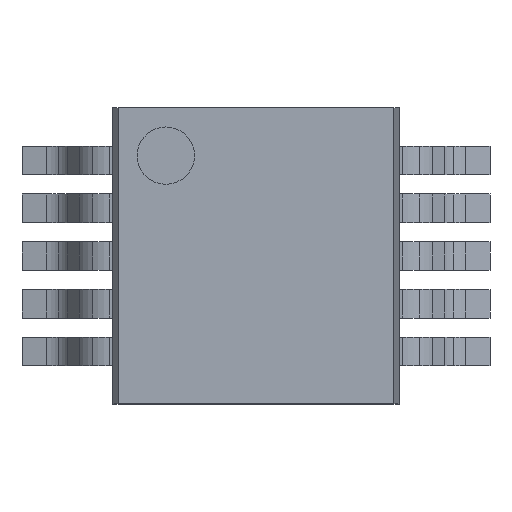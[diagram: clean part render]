
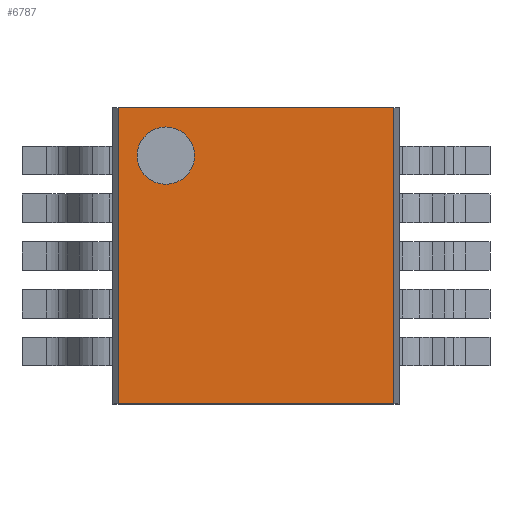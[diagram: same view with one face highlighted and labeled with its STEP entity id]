
A CAD part, top view. The second image highlights one B-rep face of the part: STEP entity #6787.
In plain terms, the highlighted planar face has unit normal (0, 0, 1).
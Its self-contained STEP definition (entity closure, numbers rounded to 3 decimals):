
#6551=CARTESIAN_POINT('',(-1.244,1.05,1.1));
#6552=VERTEX_POINT('',#6551);
#6568=CARTESIAN_POINT('',(-0.644,1.05,1.1));
#6569=VERTEX_POINT('',#6568);
#6576=CARTESIAN_POINT('',(-0.944,1.05,1.1));
#6577=DIRECTION('',(0.0,0.0,-1.0));
#6578=DIRECTION('',(-1.0,0.0,0.0));
#6579=AXIS2_PLACEMENT_3D('',#6576,#6577,#6578);
#6580=CIRCLE('',#6579,0.3);
#6581=EDGE_CURVE('',#6552,#6569,#6580,.T.);
#6592=CARTESIAN_POINT('',(-0.944,1.05,1.1));
#6593=DIRECTION('',(0.0,0.0,-1.0));
#6594=DIRECTION('',(-1.0,0.0,0.0));
#6595=AXIS2_PLACEMENT_3D('',#6592,#6593,#6594);
#6596=CIRCLE('',#6595,0.3);
#6597=EDGE_CURVE('',#6569,#6552,#6596,.T.);
#6727=CARTESIAN_POINT('',(1.444,1.55,1.1));
#6728=VERTEX_POINT('',#6727);
#6735=CARTESIAN_POINT('',(1.444,-1.55,1.1));
#6736=VERTEX_POINT('',#6735);
#6737=CARTESIAN_POINT('',(1.444,-1.55,1.1));
#6738=DIRECTION('',(0.0,1.0,0.0));
#6739=VECTOR('',#6738,3.1);
#6740=LINE('',#6737,#6739);
#6741=EDGE_CURVE('',#6736,#6728,#6740,.T.);
#6753=CARTESIAN_POINT('',(1.444,-1.55,1.1));
#6754=DIRECTION('',(0.0,0.0,1.0));
#6755=DIRECTION('',(1.0,0.0,0.0));
#6756=AXIS2_PLACEMENT_3D('',#6753,#6754,#6755);
#6757=PLANE('',#6756);
#6758=CARTESIAN_POINT('',(-1.444,1.55,1.1));
#6759=VERTEX_POINT('',#6758);
#6760=CARTESIAN_POINT('',(1.444,1.55,1.1));
#6761=DIRECTION('',(-1.0,0.0,0.0));
#6762=VECTOR('',#6761,2.889);
#6763=LINE('',#6760,#6762);
#6764=EDGE_CURVE('',#6728,#6759,#6763,.T.);
#6765=ORIENTED_EDGE('',*,*,#6764,.T.);
#6766=CARTESIAN_POINT('',(-1.444,-1.55,1.1));
#6767=VERTEX_POINT('',#6766);
#6768=CARTESIAN_POINT('',(-1.444,-1.55,1.1));
#6769=DIRECTION('',(0.0,1.0,0.0));
#6770=VECTOR('',#6769,3.1);
#6771=LINE('',#6768,#6770);
#6772=EDGE_CURVE('',#6767,#6759,#6771,.T.);
#6773=ORIENTED_EDGE('',*,*,#6772,.F.);
#6774=CARTESIAN_POINT('',(-1.444,-1.55,1.1));
#6775=DIRECTION('',(1.0,0.0,0.0));
#6776=VECTOR('',#6775,2.889);
#6777=LINE('',#6774,#6776);
#6778=EDGE_CURVE('',#6767,#6736,#6777,.T.);
#6779=ORIENTED_EDGE('',*,*,#6778,.T.);
#6780=ORIENTED_EDGE('',*,*,#6741,.T.);
#6781=EDGE_LOOP('',(#6765,#6773,#6779,#6780));
#6782=FACE_OUTER_BOUND('',#6781,.T.);
#6783=ORIENTED_EDGE('',*,*,#6581,.T.);
#6784=ORIENTED_EDGE('',*,*,#6597,.T.);
#6785=EDGE_LOOP('',(#6783,#6784));
#6786=FACE_BOUND('',#6785,.T.);
#6787=ADVANCED_FACE('',(#6782,#6786),#6757,.T.);
